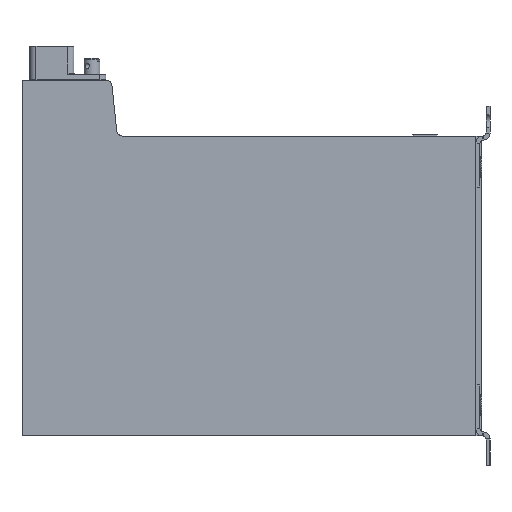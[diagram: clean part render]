
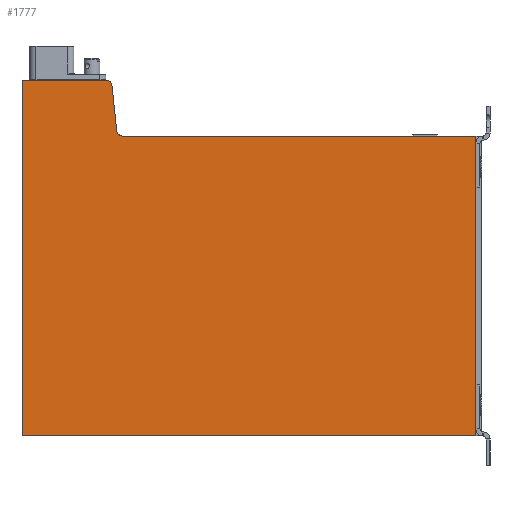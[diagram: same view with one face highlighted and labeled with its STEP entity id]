
A CAD part, left-side view. The second image highlights one B-rep face of the part: STEP entity #1777.
In plain terms, the highlighted planar face has unit normal (-1, 0, 0).
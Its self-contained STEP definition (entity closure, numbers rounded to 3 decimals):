
#1777=ADVANCED_FACE('',(#11614),#11616,.T.);
#11614=FACE_BOUND('',#11615,.T.);
#11615=EDGE_LOOP('',(#21181,#21182,#21183,#21184,#21185,#21186,#21187,#21188));
#11616=PLANE('',#11617);
#11617=AXIS2_PLACEMENT_3D('',#11618,#11619,#11620);
#11618=CARTESIAN_POINT('',(-71.,118.75,-55.));
#11619=DIRECTION('',(-1.,0.,0.));
#11620=DIRECTION('',(0.,-1.,0.));
#21181=ORIENTED_EDGE('',*,*,#27810,.T.);
#21182=ORIENTED_EDGE('',*,*,#27825,.F.);
#21183=ORIENTED_EDGE('',*,*,#27916,.T.);
#21184=ORIENTED_EDGE('',*,*,#27917,.T.);
#21185=ORIENTED_EDGE('',*,*,#27918,.T.);
#21186=ORIENTED_EDGE('',*,*,#27919,.T.);
#21187=ORIENTED_EDGE('',*,*,#27920,.F.);
#21188=ORIENTED_EDGE('',*,*,#27906,.T.);
#27810=EDGE_CURVE('',#31222,#31220,#31223,.F.);
#27825=EDGE_CURVE('',#31247,#31220,#31249,.T.);
#27906=EDGE_CURVE('',#31409,#31222,#31410,.T.);
#27916=EDGE_CURVE('',#31247,#31426,#31427,.F.);
#27917=EDGE_CURVE('',#31426,#31428,#31429,.T.);
#27918=EDGE_CURVE('',#31428,#31430,#31431,.F.);
#27919=EDGE_CURVE('',#31430,#31432,#31433,.T.);
#27920=EDGE_CURVE('',#31409,#31432,#31434,.T.);
#31220=VERTEX_POINT('',#36920);
#31222=VERTEX_POINT('',#36924);
#31223=LINE('',#36925,#36926);
#31247=VERTEX_POINT('',#36981);
#31249=LINE('',#36985,#36986);
#31409=VERTEX_POINT('',#37371);
#31410=LINE('',#37372,#37373);
#31426=VERTEX_POINT('',#37412);
#31427=CIRCLE('',#37413,3.);
#31428=VERTEX_POINT('',#37417);
#31429=LINE('',#37418,#37419);
#31430=VERTEX_POINT('',#37421);
#31431=CIRCLE('',#37422,3.);
#31432=VERTEX_POINT('',#37426);
#31433=LINE('',#37427,#37428);
#31434=LINE('',#37430,#37431);
#36920=CARTESIAN_POINT('',(-71.,-108.25,55.));
#36924=CARTESIAN_POINT('',(-71.,-108.25,-95.));
#36925=CARTESIAN_POINT('',(-71.,-108.25,55.));
#36926=VECTOR('',#36927,1.);
#36927=DIRECTION('',(0.,0.,-1.));
#36981=CARTESIAN_POINT('',(-71.,68.405,55.));
#36985=CARTESIAN_POINT('',(-71.,68.405,55.));
#36986=VECTOR('',#36987,1.);
#36987=DIRECTION('',(0.,-1.,0.));
#37371=CARTESIAN_POINT('',(-71.,118.75,-95.));
#37372=CARTESIAN_POINT('',(-71.,118.75,-95.));
#37373=VECTOR('',#37374,1.);
#37374=DIRECTION('',(0.,-1.,0.));
#37412=CARTESIAN_POINT('',(-71.,71.388,57.686));
#37413=AXIS2_PLACEMENT_3D('',#37414,#37415,#37416);
#37414=CARTESIAN_POINT('',(-71.,68.405,58.));
#37415=DIRECTION('',(-1.,0.,0.));
#37416=DIRECTION('',(0.,0.995,-0.105));
#37417=CARTESIAN_POINT('',(-71.,73.766,80.314));
#37418=CARTESIAN_POINT('',(-71.,71.388,57.686));
#37419=VECTOR('',#37420,1.);
#37420=DIRECTION('',(0.,0.105,0.995));
#37421=CARTESIAN_POINT('',(-71.,76.75,83.));
#37422=AXIS2_PLACEMENT_3D('',#37423,#37424,#37425);
#37423=CARTESIAN_POINT('',(-71.,76.75,80.));
#37424=DIRECTION('',(1.,0.,0.));
#37425=DIRECTION('',(0.,0.,1.));
#37426=CARTESIAN_POINT('',(-71.,118.75,83.));
#37427=CARTESIAN_POINT('',(-71.,76.75,83.));
#37428=VECTOR('',#37429,1.);
#37429=DIRECTION('',(0.,1.,0.));
#37430=CARTESIAN_POINT('',(-71.,118.75,-95.));
#37431=VECTOR('',#37432,1.);
#37432=DIRECTION('',(0.,0.,1.));
